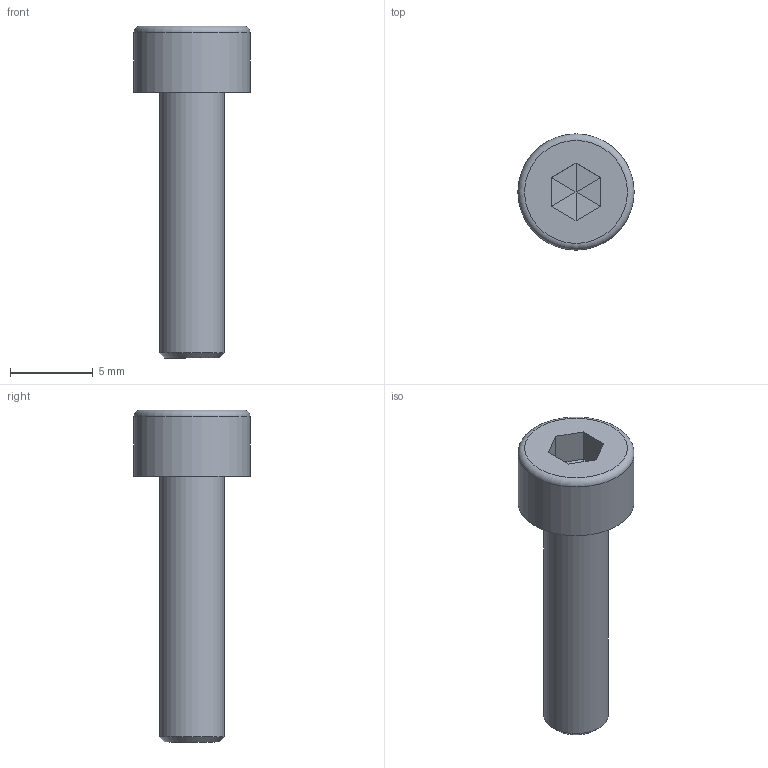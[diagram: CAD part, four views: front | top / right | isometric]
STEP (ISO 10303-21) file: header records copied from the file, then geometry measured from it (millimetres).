
FILE_DESCRIPTION(/* description */ (''),/* implementation_level */ '2;1');
FILE_NAME(/* name */ 'M4x16 Socket Head Cap.step',/* time_stamp */ '2026-01-14T13:26:21-05:00',/* author */ (''),/* organization */ (''),/* preprocessor_version */ 'ST-DEVELOPER v20.1',/* originating_system */ 'Autodesk Translation Framework v14.21.0.0',/* authorisation */ '');
FILE_SCHEMA (('AUTOMOTIVE_DESIGN { 1 0 10303 214 3 1 1 }'));
Length unit declared in the file: millimetre
Products named in the file (2): 2026-01-14-13-04-51-457; ISO 4762 - M4 x 16 Steel 4.6 Plain
Assembly tree (1 placements, depth 2):
  2026-01-14-13-04-51-457
    ISO 4762 - M4 x 16 Steel 4.6 Plain
Bounding box: 7 x 7 x 20 mm (x, y, z)
Volume: 328.6 mm3; surface area: 376 mm2
Topology: 1 solids, 1 shells, 19 faces, 34 edges, 19 vertices
Faces by surface type: plane 15, cylinder 2, cone 1, torus 1
Full cylindrical faces by diameter (mm): 3.908 x1, 7 x1
Entity records: 500 total; most frequent: DIRECTION 85, CARTESIAN_POINT 75, ORIENTED_EDGE 68, EDGE_CURVE 34, AXIS2_PLACEMENT_3D 29, LINE 27, VECTOR 27, EDGE_LOOP 21
